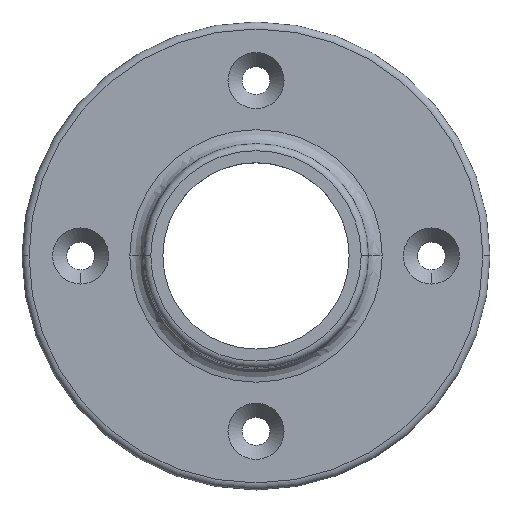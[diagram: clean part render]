
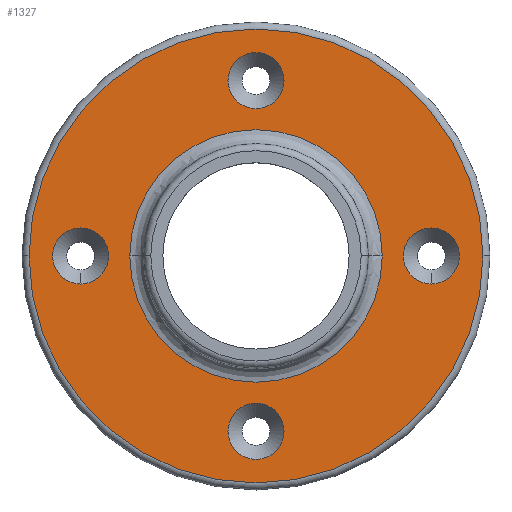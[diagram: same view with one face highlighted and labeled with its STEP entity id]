
A CAD part, top view. The second image highlights one B-rep face of the part: STEP entity #1327.
In plain terms, the highlighted planar face has unit normal (0, 0, 1).
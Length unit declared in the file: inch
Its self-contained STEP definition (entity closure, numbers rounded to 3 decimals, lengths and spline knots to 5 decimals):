
#283=CARTESIAN_POINT('',(0.25,1.5625,0.28));
#284=VERTEX_POINT('',#283);
#292=CARTESIAN_POINT('',(-0.25,1.5625,0.28));
#293=VERTEX_POINT('',#292);
#300=CARTESIAN_POINT('',(0.0,1.5625,0.28));
#301=DIRECTION('',(0.0,0.0,-1.0));
#302=DIRECTION('',(1.0,0.0,0.0));
#303=AXIS2_PLACEMENT_3D('',#300,#301,#302);
#304=CIRCLE('',#303,0.25);
#305=EDGE_CURVE('',#284,#293,#304,.T.);
#399=CARTESIAN_POINT('',(1.5625,-0.25,0.28));
#400=VERTEX_POINT('',#399);
#408=CARTESIAN_POINT('',(1.5625,0.25,0.28));
#409=VERTEX_POINT('',#408);
#416=CARTESIAN_POINT('',(1.5625,0.,0.28));
#417=DIRECTION('',(0.0,0.0,-1.0));
#418=DIRECTION('',(0.0,-1.0,0.0));
#419=AXIS2_PLACEMENT_3D('',#416,#417,#418);
#420=CIRCLE('',#419,0.25);
#421=EDGE_CURVE('',#400,#409,#420,.T.);
#515=CARTESIAN_POINT('',(-1.5625,0.25,0.28));
#516=VERTEX_POINT('',#515);
#524=CARTESIAN_POINT('',(-1.5625,-0.25,0.28));
#525=VERTEX_POINT('',#524);
#532=CARTESIAN_POINT('',(-1.5625,0.,0.28));
#533=DIRECTION('',(0.0,0.0,-1.0));
#534=DIRECTION('',(0.0,1.0,0.0));
#535=AXIS2_PLACEMENT_3D('',#532,#533,#534);
#536=CIRCLE('',#535,0.25);
#537=EDGE_CURVE('',#516,#525,#536,.T.);
#631=CARTESIAN_POINT('',(-0.25,-1.5625,0.28));
#632=VERTEX_POINT('',#631);
#640=CARTESIAN_POINT('',(0.25,-1.5625,0.28));
#641=VERTEX_POINT('',#640);
#648=CARTESIAN_POINT('',(0.,-1.5625,0.28));
#649=DIRECTION('',(0.0,0.0,-1.0));
#650=DIRECTION('',(-1.0,0.0,0.0));
#651=AXIS2_PLACEMENT_3D('',#648,#649,#650);
#652=CIRCLE('',#651,0.25);
#653=EDGE_CURVE('',#632,#641,#652,.T.);
#713=CARTESIAN_POINT('',(1.125,0.0,0.28));
#714=VERTEX_POINT('',#713);
#731=CARTESIAN_POINT('',(-1.125,0.,0.28));
#732=VERTEX_POINT('',#731);
#740=CARTESIAN_POINT('',(0.0,0.0,0.28));
#741=DIRECTION('',(0.0,0.0,1.0));
#742=DIRECTION('',(-1.0,0.0,0.0));
#743=AXIS2_PLACEMENT_3D('',#740,#741,#742);
#744=CIRCLE('',#743,1.125);
#745=EDGE_CURVE('',#732,#714,#744,.T.);
#869=CARTESIAN_POINT('',(-2.0225,0.,0.28));
#870=VERTEX_POINT('',#869);
#878=CARTESIAN_POINT('',(2.0225,0.0,0.28));
#879=VERTEX_POINT('',#878);
#880=CARTESIAN_POINT('',(0.0,0.0,0.28));
#881=DIRECTION('',(0.0,0.0,-1.0));
#882=DIRECTION('',(-1.0,0.0,0.0));
#883=AXIS2_PLACEMENT_3D('',#880,#881,#882);
#884=CIRCLE('',#883,2.0225);
#885=EDGE_CURVE('',#870,#879,#884,.T.);
#1258=CARTESIAN_POINT('',(0.0,0.0,0.28));
#1259=DIRECTION('',(0.0,0.0,-1.0));
#1260=DIRECTION('',(-1.0,0.0,0.0));
#1261=AXIS2_PLACEMENT_3D('',#1258,#1259,#1260);
#1262=CIRCLE('',#1261,2.0225);
#1263=EDGE_CURVE('',#879,#870,#1262,.T.);
#1268=CARTESIAN_POINT('',(0.18955,0.,0.28));
#1269=DIRECTION('',(0.0,0.0,1.0));
#1270=DIRECTION('',(1.0,0.0,0.0));
#1271=AXIS2_PLACEMENT_3D('',#1268,#1269,#1270);
#1272=PLANE('',#1271);
#1273=ORIENTED_EDGE('',*,*,#1263,.F.);
#1274=ORIENTED_EDGE('',*,*,#885,.F.);
#1275=EDGE_LOOP('',(#1273,#1274));
#1276=FACE_OUTER_BOUND('',#1275,.T.);
#1277=CARTESIAN_POINT('',(0.0,0.0,0.28));
#1278=DIRECTION('',(0.0,0.0,1.0));
#1279=DIRECTION('',(-1.0,0.0,0.0));
#1280=AXIS2_PLACEMENT_3D('',#1277,#1278,#1279);
#1281=CIRCLE('',#1280,1.125);
#1282=EDGE_CURVE('',#714,#732,#1281,.T.);
#1283=ORIENTED_EDGE('',*,*,#1282,.F.);
#1284=ORIENTED_EDGE('',*,*,#745,.F.);
#1285=EDGE_LOOP('',(#1283,#1284));
#1286=FACE_BOUND('',#1285,.T.);
#1287=ORIENTED_EDGE('',*,*,#653,.T.);
#1288=CARTESIAN_POINT('',(0.,-1.5625,0.28));
#1289=DIRECTION('',(0.0,0.0,-1.0));
#1290=DIRECTION('',(-1.0,0.0,0.0));
#1291=AXIS2_PLACEMENT_3D('',#1288,#1289,#1290);
#1292=CIRCLE('',#1291,0.25);
#1293=EDGE_CURVE('',#641,#632,#1292,.T.);
#1294=ORIENTED_EDGE('',*,*,#1293,.T.);
#1295=EDGE_LOOP('',(#1287,#1294));
#1296=FACE_BOUND('',#1295,.T.);
#1297=ORIENTED_EDGE('',*,*,#537,.T.);
#1298=CARTESIAN_POINT('',(-1.5625,0.,0.28));
#1299=DIRECTION('',(0.0,0.0,-1.0));
#1300=DIRECTION('',(0.0,1.0,0.0));
#1301=AXIS2_PLACEMENT_3D('',#1298,#1299,#1300);
#1302=CIRCLE('',#1301,0.25);
#1303=EDGE_CURVE('',#525,#516,#1302,.T.);
#1304=ORIENTED_EDGE('',*,*,#1303,.T.);
#1305=EDGE_LOOP('',(#1297,#1304));
#1306=FACE_BOUND('',#1305,.T.);
#1307=ORIENTED_EDGE('',*,*,#421,.T.);
#1308=CARTESIAN_POINT('',(1.5625,0.,0.28));
#1309=DIRECTION('',(0.0,0.0,-1.0));
#1310=DIRECTION('',(0.0,-1.0,0.0));
#1311=AXIS2_PLACEMENT_3D('',#1308,#1309,#1310);
#1312=CIRCLE('',#1311,0.25);
#1313=EDGE_CURVE('',#409,#400,#1312,.T.);
#1314=ORIENTED_EDGE('',*,*,#1313,.T.);
#1315=EDGE_LOOP('',(#1307,#1314));
#1316=FACE_BOUND('',#1315,.T.);
#1317=ORIENTED_EDGE('',*,*,#305,.T.);
#1318=CARTESIAN_POINT('',(0.0,1.5625,0.28));
#1319=DIRECTION('',(0.0,0.0,-1.0));
#1320=DIRECTION('',(1.0,0.0,0.0));
#1321=AXIS2_PLACEMENT_3D('',#1318,#1319,#1320);
#1322=CIRCLE('',#1321,0.25);
#1323=EDGE_CURVE('',#293,#284,#1322,.T.);
#1324=ORIENTED_EDGE('',*,*,#1323,.T.);
#1325=EDGE_LOOP('',(#1317,#1324));
#1326=FACE_BOUND('',#1325,.T.);
#1327=ADVANCED_FACE('',(#1276,#1286,#1296,#1306,#1316,#1326),#1272,.T.);
